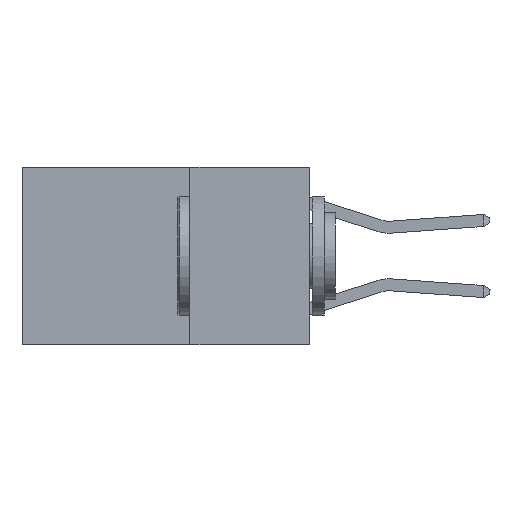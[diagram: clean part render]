
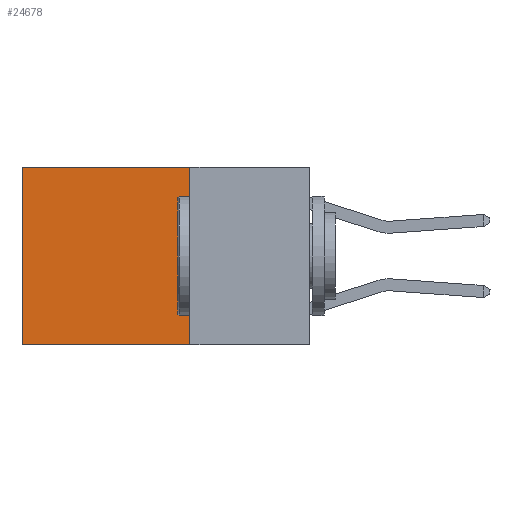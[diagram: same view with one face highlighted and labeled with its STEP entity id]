
A CAD part, left-side view. The second image highlights one B-rep face of the part: STEP entity #24678.
In plain terms, the highlighted planar face has unit normal (-1, 0, 0).
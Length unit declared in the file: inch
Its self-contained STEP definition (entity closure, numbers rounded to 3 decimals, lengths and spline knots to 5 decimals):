
#285 = CARTESIAN_POINT ( 'NONE',  ( 0.2625, 0.6, -0.37 ) ) ;
#601 = VERTEX_POINT ( 'NONE', #17281 ) ;
#646 = VECTOR ( 'NONE', #14334, 39.37008 ) ;
#1402 = CARTESIAN_POINT ( 'NONE',  ( 0.2625, 0.25, 0. ) ) ;
#2883 = EDGE_CURVE ( 'NONE', #601, #21653, #19335, .T. ) ;
#3457 = DIRECTION ( 'NONE',  ( 0., 0., -1. ) ) ;
#6066 = CARTESIAN_POINT ( 'NONE',  ( 0.2625, 0.6, 0. ) ) ;
#6134 = CARTESIAN_POINT ( 'NONE',  ( 0.2625, 0.25, -0.37 ) ) ;
#6543 = LINE ( 'NONE', #26470, #646 ) ;
#7079 = CARTESIAN_POINT ( 'NONE',  ( 0.2625, 0.25, 0. ) ) ;
#7932 = ORIENTED_EDGE ( 'NONE', *, *, #13769, .F. ) ;
#8079 = VECTOR ( 'NONE', #18462, 39.37008 ) ;
#8395 = ORIENTED_EDGE ( 'NONE', *, *, #13193, .T. ) ;
#8621 = EDGE_LOOP ( 'NONE', ( #8395, #7932, #18349, #14949 ) ) ;
#11334 = LINE ( 'NONE', #6066, #21545 ) ;
#12632 = VECTOR ( 'NONE', #15385, 39.37008 ) ;
#13193 = EDGE_CURVE ( 'NONE', #21653, #21299, #11334, .T. ) ;
#13644 = CARTESIAN_POINT ( 'NONE',  ( 0.2625, 0.25, -0.37 ) ) ;
#13769 = EDGE_CURVE ( 'NONE', #17689, #21299, #24370, .T. ) ;
#14334 = DIRECTION ( 'NONE',  ( 0., 0., -1. ) ) ;
#14603 = FACE_OUTER_BOUND ( 'NONE', #8621, .T. ) ;
#14949 = ORIENTED_EDGE ( 'NONE', *, *, #2883, .T. ) ;
#15385 = DIRECTION ( 'NONE',  ( 0., 1., 0. ) ) ;
#15913 = DIRECTION ( 'NONE',  ( 1., 0., 0. ) ) ;
#15992 = CARTESIAN_POINT ( 'NONE',  ( 0.2625, 0.6, 0. ) ) ;
#17281 = CARTESIAN_POINT ( 'NONE',  ( 0.2625, 0.25, 0. ) ) ;
#17689 = VERTEX_POINT ( 'NONE', #13644 ) ;
#18349 = ORIENTED_EDGE ( 'NONE', *, *, #24127, .F. ) ;
#18462 = DIRECTION ( 'NONE',  ( 0., 1., 0. ) ) ;
#19315 = AXIS2_PLACEMENT_3D ( 'NONE', #1402, #15913, #3457 ) ;
#19335 = LINE ( 'NONE', #7079, #12632 ) ;
#19829 = PLANE ( 'NONE',  #19315 ) ;
#21299 = VERTEX_POINT ( 'NONE', #285 ) ;
#21545 = VECTOR ( 'NONE', #26445, 39.37008 ) ;
#21653 = VERTEX_POINT ( 'NONE', #15992 ) ;
#24127 = EDGE_CURVE ( 'NONE', #601, #17689, #6543, .T. ) ;
#24370 = LINE ( 'NONE', #6134, #8079 ) ;
#24678 = ADVANCED_FACE ( 'NONE', ( #14603 ), #19829, .F. ) ;
#26445 = DIRECTION ( 'NONE',  ( 0., 0., -1. ) ) ;
#26470 = CARTESIAN_POINT ( 'NONE',  ( 0.2625, 0.25, 0. ) ) ;
